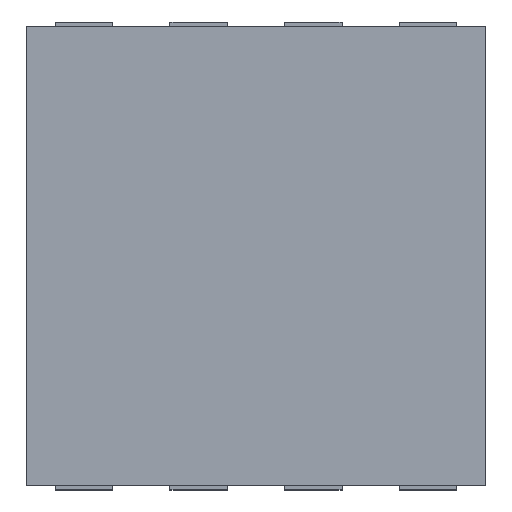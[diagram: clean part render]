
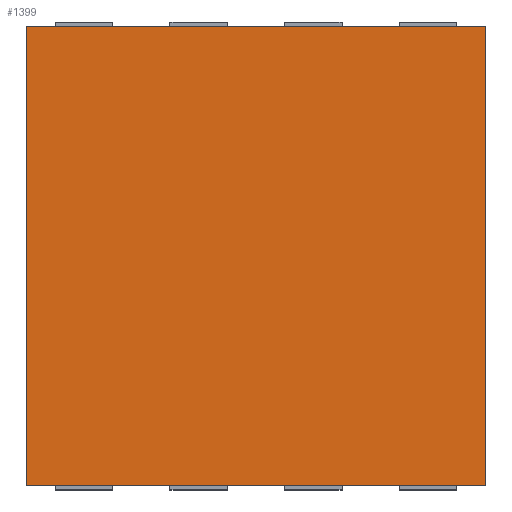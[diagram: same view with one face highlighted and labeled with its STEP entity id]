
A CAD part, top view. The second image highlights one B-rep face of the part: STEP entity #1399.
In plain terms, the highlighted planar face has unit normal (0, 0, 1).
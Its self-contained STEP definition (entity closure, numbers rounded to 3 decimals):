
#2 = CARTESIAN_POINT ( 'NONE',  ( 1., 0., 0.55 ) ) ;
#55 = VECTOR ( 'NONE', #1869, 1000. ) ;
#93 = CARTESIAN_POINT ( 'NONE',  ( 2., 2., 0.55 ) ) ;
#130 = EDGE_CURVE ( 'NONE', #668, #810, #1888, .T. ) ;
#134 = CARTESIAN_POINT ( 'NONE',  ( 0., 2., 0.55 ) ) ;
#342 = DIRECTION ( 'NONE',  ( 1., 0., 0. ) ) ;
#344 = FACE_OUTER_BOUND ( 'NONE', #515, .T. ) ;
#356 = ORIENTED_EDGE ( 'NONE', *, *, #1619, .T. ) ;
#395 = CARTESIAN_POINT ( 'NONE',  ( 0., 0., 0.55 ) ) ;
#472 = DIRECTION ( 'NONE',  ( 1., 0., 0. ) ) ;
#515 = EDGE_LOOP ( 'NONE', ( #356, #1680, #1056, #524 ) ) ;
#524 = ORIENTED_EDGE ( 'NONE', *, *, #1383, .T. ) ;
#526 = VERTEX_POINT ( 'NONE', #93 ) ;
#611 = CARTESIAN_POINT ( 'NONE',  ( 1., 2., 0.55 ) ) ;
#635 = DIRECTION ( 'NONE',  ( 0., 1., 0. ) ) ;
#668 = VERTEX_POINT ( 'NONE', #134 ) ;
#810 = VERTEX_POINT ( 'NONE', #395 ) ;
#885 = EDGE_CURVE ( 'NONE', #810, #1182, #993, .T. ) ;
#965 = DIRECTION ( 'NONE',  ( 0., 0., 1. ) ) ;
#993 = LINE ( 'NONE', #2, #1881 ) ;
#1004 = VECTOR ( 'NONE', #635, 1000. ) ;
#1056 = ORIENTED_EDGE ( 'NONE', *, *, #885, .T. ) ;
#1062 = LINE ( 'NONE', #611, #55 ) ;
#1087 = CARTESIAN_POINT ( 'NONE',  ( 0., 1., 0.55 ) ) ;
#1090 = CARTESIAN_POINT ( 'NONE',  ( 2., 0., 0.55 ) ) ;
#1182 = VERTEX_POINT ( 'NONE', #1090 ) ;
#1383 = EDGE_CURVE ( 'NONE', #1182, #526, #1758, .T. ) ;
#1399 = ADVANCED_FACE ( 'NONE', ( #344 ), #1955, .T. ) ;
#1418 = CARTESIAN_POINT ( 'NONE',  ( 2., 1., 0.55 ) ) ;
#1619 = EDGE_CURVE ( 'NONE', #526, #668, #1062, .T. ) ;
#1680 = ORIENTED_EDGE ( 'NONE', *, *, #130, .T. ) ;
#1689 = DIRECTION ( 'NONE',  ( 0., -1., 0. ) ) ;
#1758 = LINE ( 'NONE', #1418, #1004 ) ;
#1772 = CARTESIAN_POINT ( 'NONE',  ( 1., 1., 0.55 ) ) ;
#1869 = DIRECTION ( 'NONE',  ( -1., 0., 0. ) ) ;
#1881 = VECTOR ( 'NONE', #342, 1000. ) ;
#1888 = LINE ( 'NONE', #1087, #1914 ) ;
#1914 = VECTOR ( 'NONE', #1689, 1000. ) ;
#1955 = PLANE ( 'NONE',  #2003 ) ;
#2003 = AXIS2_PLACEMENT_3D ( 'NONE', #1772, #965, #472 ) ;
